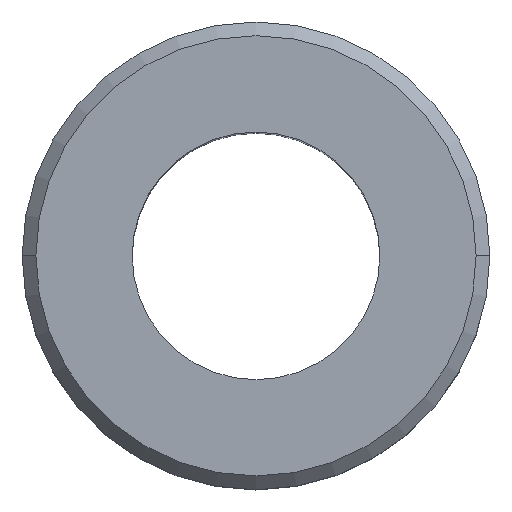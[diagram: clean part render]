
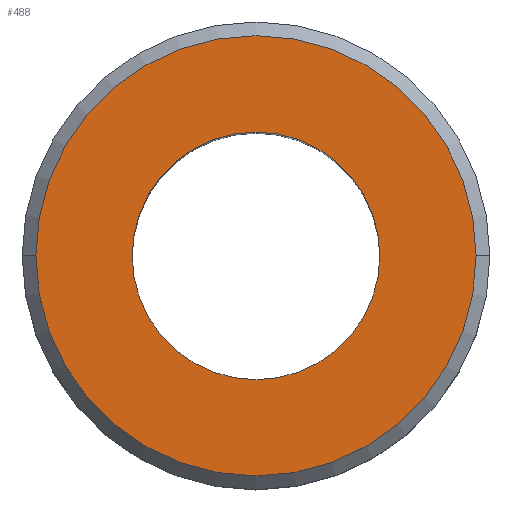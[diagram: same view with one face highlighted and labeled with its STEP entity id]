
A CAD part, top view. The second image highlights one B-rep face of the part: STEP entity #488.
In plain terms, the highlighted planar face has unit normal (0, 0, 1).
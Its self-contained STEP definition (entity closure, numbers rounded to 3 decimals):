
#71 = VERTEX_POINT ( 'NONE', #470 ) ;
#86 = CARTESIAN_POINT ( 'NONE',  ( 0., 0., 0. ) ) ;
#94 = CARTESIAN_POINT ( 'NONE',  ( 9., 0., 0. ) ) ;
#100 = VERTEX_POINT ( 'NONE', #648 ) ;
#111 = CIRCLE ( 'NONE', #721, 9. ) ;
#141 = DIRECTION ( 'NONE',  ( 1., 0., 0. ) ) ;
#148 = CIRCLE ( 'NONE', #596, 16. ) ;
#150 = DIRECTION ( 'NONE',  ( 0., 0., 1. ) ) ;
#172 = EDGE_CURVE ( 'NONE', #668, #100, #111, .T. ) ;
#187 = CIRCLE ( 'NONE', #384, 9. ) ;
#198 = AXIS2_PLACEMENT_3D ( 'NONE', #213, #472, #702 ) ;
#212 = DIRECTION ( 'NONE',  ( 1., 0., 0. ) ) ;
#213 = CARTESIAN_POINT ( 'NONE',  ( 0., 0., 0. ) ) ;
#223 = AXIS2_PLACEMENT_3D ( 'NONE', #86, #447, #141 ) ;
#298 = ORIENTED_EDGE ( 'NONE', *, *, #308, .F. ) ;
#308 = EDGE_CURVE ( 'NONE', #100, #668, #187, .T. ) ;
#309 = DIRECTION ( 'NONE',  ( 1., 0., 0. ) ) ;
#315 = CARTESIAN_POINT ( 'NONE',  ( 0., 0., 0. ) ) ;
#326 = ORIENTED_EDGE ( 'NONE', *, *, #361, .T. ) ;
#350 = ORIENTED_EDGE ( 'NONE', *, *, #642, .T. ) ;
#361 = EDGE_CURVE ( 'NONE', #71, #388, #148, .T. ) ;
#384 = AXIS2_PLACEMENT_3D ( 'NONE', #759, #150, #398 ) ;
#386 = FACE_OUTER_BOUND ( 'NONE', #432, .T. ) ;
#388 = VERTEX_POINT ( 'NONE', #609 ) ;
#398 = DIRECTION ( 'NONE',  ( 1., 0., 0. ) ) ;
#432 = EDGE_LOOP ( 'NONE', ( #350, #326 ) ) ;
#440 = FACE_BOUND ( 'NONE', #604, .T. ) ;
#447 = DIRECTION ( 'NONE',  ( 0., 0., 1. ) ) ;
#470 = CARTESIAN_POINT ( 'NONE',  ( 16., 0., 0. ) ) ;
#472 = DIRECTION ( 'NONE',  ( 0., 0., 1. ) ) ;
#488 = ADVANCED_FACE ( 'NONE', ( #440, #386 ), #742, .T. ) ;
#543 = ORIENTED_EDGE ( 'NONE', *, *, #172, .F. ) ;
#596 = AXIS2_PLACEMENT_3D ( 'NONE', #315, #614, #309 ) ;
#604 = EDGE_LOOP ( 'NONE', ( #543, #298 ) ) ;
#609 = CARTESIAN_POINT ( 'NONE',  ( -16., 0., 0. ) ) ;
#614 = DIRECTION ( 'NONE',  ( 0., 0., 1. ) ) ;
#642 = EDGE_CURVE ( 'NONE', #388, #71, #733, .T. ) ;
#648 = CARTESIAN_POINT ( 'NONE',  ( -9., 0., 0. ) ) ;
#668 = VERTEX_POINT ( 'NONE', #94 ) ;
#701 = CARTESIAN_POINT ( 'NONE',  ( 0., 0., 0. ) ) ;
#702 = DIRECTION ( 'NONE',  ( 1., 0., 0. ) ) ;
#721 = AXIS2_PLACEMENT_3D ( 'NONE', #701, #767, #212 ) ;
#733 = CIRCLE ( 'NONE', #198, 16. ) ;
#742 = PLANE ( 'NONE',  #223 ) ;
#759 = CARTESIAN_POINT ( 'NONE',  ( 0., 0., 0. ) ) ;
#767 = DIRECTION ( 'NONE',  ( 0., 0., 1. ) ) ;
